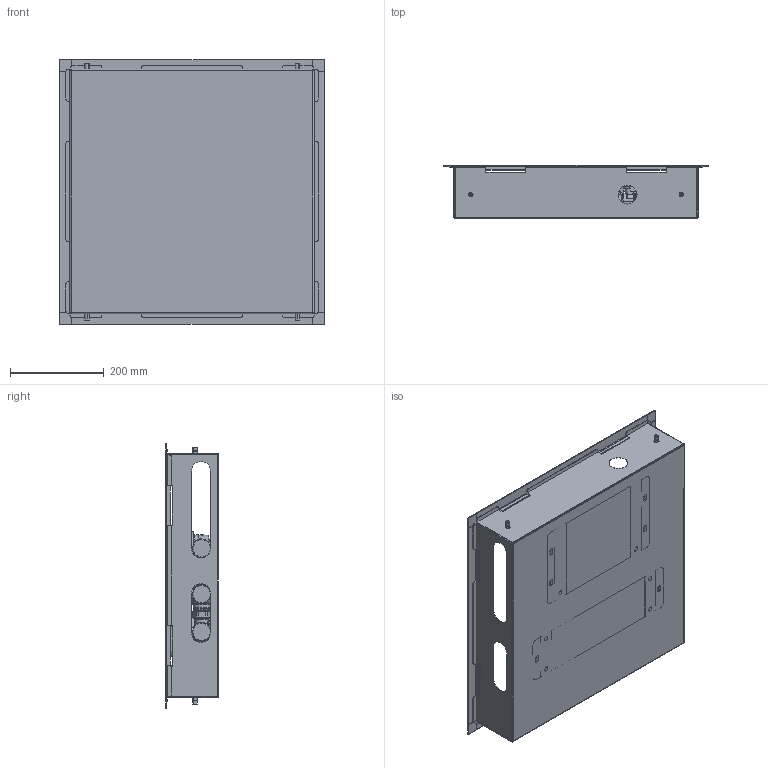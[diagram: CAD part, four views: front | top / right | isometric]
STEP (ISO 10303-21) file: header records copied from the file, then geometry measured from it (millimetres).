
FILE_DESCRIPTION (( 'STEP AP214' ), '1' );
FILE_NAME ('DCBH-DCE1XXX.STEP', '2022-09-14T07:45:42', ( '' ), ( '' ), 'SwSTEP 2.0', 'SolidWorks 2021', '' );
FILE_SCHEMA (( 'AUTOMOTIVE_DESIGN' ));
Length unit declared in the file: millimetre
Products named in the file (14): Energia; 3260056703_defeature; 3427770052_BIM; Piastra_defeature; 3427770042_defeature; 3427770052_valv_defeature; WMT20-20AF; 3427770045_BIM_1R; Rami Sanitari_1R; Sontex 0739-130_BIM_defeature; Assieme 10C_defeature; 3420000342_defeature; 210100STR_defeature; DCBH-DCE1XXX
Assembly tree (14 placements, depth 4):
  DCBH-DCE1XXX
    3260056703_defeature
    Energia
      3427770042_defeature
      3427770052_BIM
        3427770052_valv_defeature
        Assieme 10C_defeature
        Sontex 0739-130_BIM_defeature
    Rami Sanitari_1R
      3427770045_BIM_1R
        Piastra_defeature
        210100STR_defeature  x2
        3420000342_defeature
      WMT20-20AF
Bounding box: 564 x 112.4 x 564 mm (x, y, z)
Volume: 2430324.2 mm3; surface area: 1727170.3 mm2
Topology: 34 solids, 43 shells, 5057 faces, 12675 edges, 7666 vertices
Faces by surface type: plane 1586, cylinder 1311, bspline 1080, torus 467, cone 431, sphere 182
Entity records: 224750 total; most frequent: CARTESIAN_POINT 74731, ORIENTED_EDGE 23221, DIRECTION 20274, EDGE_CURVE 11627, AXIS2_PLACEMENT_3D 7995, VERTEX_POINT 7137, EDGE_LOOP 4884, ADVANCED_FACE 4688
